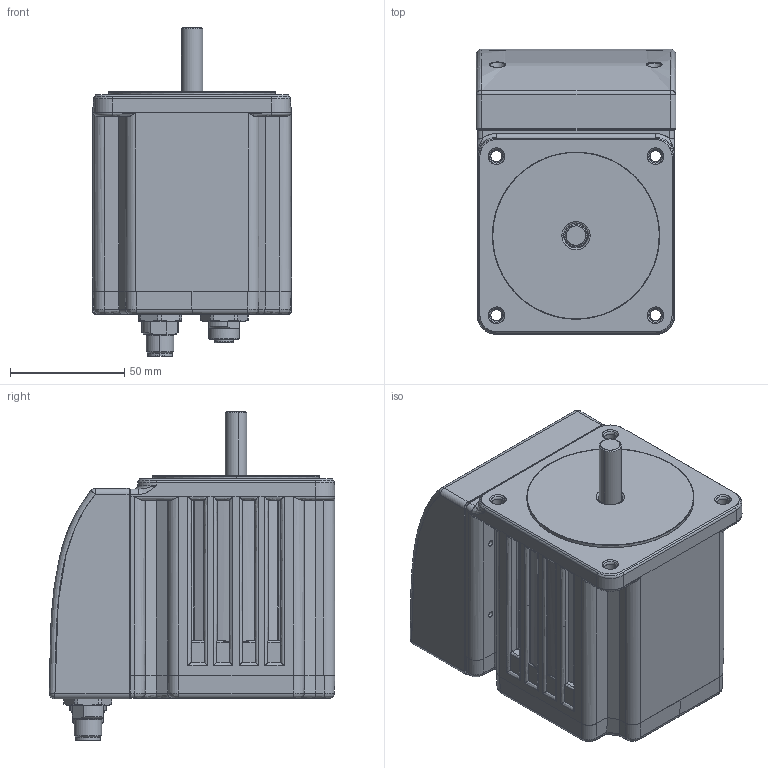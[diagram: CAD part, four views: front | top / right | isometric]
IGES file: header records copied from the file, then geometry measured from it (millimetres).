
Start section: SolidWorks IGES file using analytic representation for surfaces
Global section: file name: SM34165S.IGS; native system: SolidWorks 2018; preprocessor: SolidWorks 2018; author: kumeri; date: 191125.171245; units: millimetre
Bounding box: 87.36 x 124.89 x 143.69 mm (x, y, z)
Surface area: 71817.9 mm2 (no closed solid volume)
Topology: 0 solids, 0 shells, 619 faces, 5817 edges, 5800 vertices
Faces by surface type: revolution 350, bspline 269
